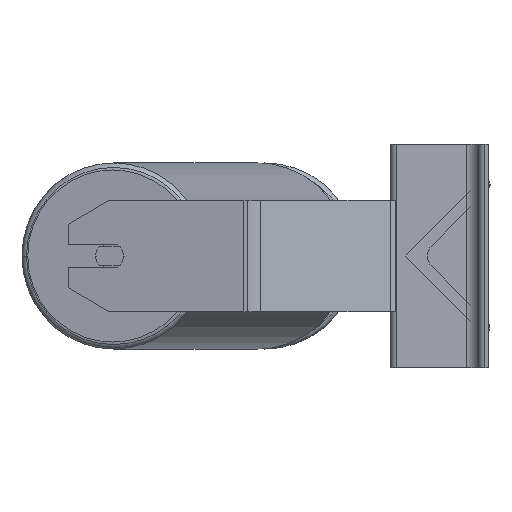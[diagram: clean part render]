
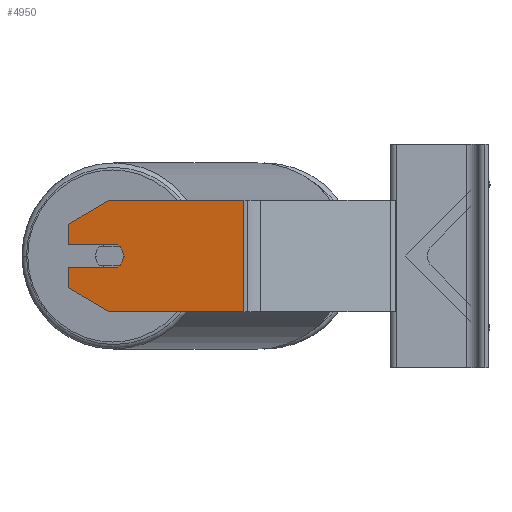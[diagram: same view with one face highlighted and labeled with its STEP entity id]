
A CAD part, left-side view. The second image highlights one B-rep face of the part: STEP entity #4950.
In plain terms, the highlighted planar face has unit normal (-0.985, 0.174, 0).
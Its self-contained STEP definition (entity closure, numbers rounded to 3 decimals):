
#4 = LINE ( 'NONE', #9693, #604 ) ;
#353 = CARTESIAN_POINT ( 'NONE',  ( -934.444, 241.324, 8. ) ) ;
#535 = CARTESIAN_POINT ( 'NONE',  ( -939.654, 211.78, -40. ) ) ;
#558 = VECTOR ( 'NONE', #8031, 1000. ) ;
#604 = VECTOR ( 'NONE', #9639, 1000. ) ;
#688 = VERTEX_POINT ( 'NONE', #353 ) ;
#783 = EDGE_CURVE ( 'NONE', #8541, #688, #5950, .T. ) ;
#1001 = EDGE_CURVE ( 'NONE', #7424, #1114, #1091, .T. ) ;
#1091 = LINE ( 'NONE', #8410, #7115 ) ;
#1114 = VERTEX_POINT ( 'NONE', #4627 ) ;
#1182 = CARTESIAN_POINT ( 'NONE',  ( -956.587, 115.747, -40. ) ) ;
#1406 = ORIENTED_EDGE ( 'NONE', *, *, #9830, .F. ) ;
#1504 = EDGE_CURVE ( 'NONE', #7424, #7622, #4, .T. ) ;
#1622 = VECTOR ( 'NONE', #5224, 1000. ) ;
#1768 = DIRECTION ( 'NONE',  ( 0.15, 0.853, -0.5 ) ) ;
#2063 = DIRECTION ( 'NONE',  ( -0.985, 0.174, 0. ) ) ;
#2190 = CARTESIAN_POINT ( 'NONE',  ( -934.444, 241.324, 40. ) ) ;
#2321 = AXIS2_PLACEMENT_3D ( 'NONE', #4936, #2475, #3273 ) ;
#2335 = LINE ( 'NONE', #10586, #6956 ) ;
#2475 = DIRECTION ( 'NONE',  ( -0.985, 0.174, 0. ) ) ;
#2708 = ORIENTED_EDGE ( 'NONE', *, *, #5838, .T. ) ;
#2900 = VERTEX_POINT ( 'NONE', #1182 ) ;
#2913 = CARTESIAN_POINT ( 'NONE',  ( -934.444, 241.324, -8. ) ) ;
#2915 = VECTOR ( 'NONE', #2988, 1000. ) ;
#2988 = DIRECTION ( 'NONE',  ( 0., 0., -1. ) ) ;
#3179 = DIRECTION ( 'NONE',  ( -0.174, -0.985, 0. ) ) ;
#3273 = DIRECTION ( 'NONE',  ( -0.174, -0.985, 0. ) ) ;
#3723 = CARTESIAN_POINT ( 'NONE',  ( -941.39, 201.932, 0. ) ) ;
#3840 = ORIENTED_EDGE ( 'NONE', *, *, #1001, .T. ) ;
#3848 = ORIENTED_EDGE ( 'NONE', *, *, #1504, .F. ) ;
#3985 = DIRECTION ( 'NONE',  ( -0.174, -0.985, 0. ) ) ;
#3994 = LINE ( 'NONE', #9762, #558 ) ;
#4406 = VERTEX_POINT ( 'NONE', #3723 ) ;
#4627 = CARTESIAN_POINT ( 'NONE',  ( -934.444, 241.324, 22.679 ) ) ;
#4927 = EDGE_CURVE ( 'NONE', #1114, #688, #6284, .T. ) ;
#4936 = CARTESIAN_POINT ( 'NONE',  ( -939.654, 211.78, 0. ) ) ;
#4950 = ADVANCED_FACE ( 'NONE', ( #8534 ), #10215, .F. ) ;
#5172 = CARTESIAN_POINT ( 'NONE',  ( -956.587, 115.747, 40. ) ) ;
#5224 = DIRECTION ( 'NONE',  ( 0., 0., -1. ) ) ;
#5248 = ORIENTED_EDGE ( 'NONE', *, *, #5700, .F. ) ;
#5329 = EDGE_CURVE ( 'NONE', #7622, #2900, #10301, .T. ) ;
#5345 = DIRECTION ( 'NONE',  ( 0.174, 0.985, 0. ) ) ;
#5430 = EDGE_CURVE ( 'NONE', #6877, #6353, #3994, .T. ) ;
#5700 = EDGE_CURVE ( 'NONE', #4406, #8541, #7963, .T. ) ;
#5836 = CARTESIAN_POINT ( 'NONE',  ( -940.696, 205.871, -8. ) ) ;
#5838 = EDGE_CURVE ( 'NONE', #6353, #7206, #8896, .T. ) ;
#5950 = LINE ( 'NONE', #8799, #8619 ) ;
#6046 = CARTESIAN_POINT ( 'NONE',  ( -956.587, 115.747, 40. ) ) ;
#6141 = CARTESIAN_POINT ( 'NONE',  ( -939.654, 211.78, 0. ) ) ;
#6259 = VECTOR ( 'NONE', #6425, 1000. ) ;
#6284 = LINE ( 'NONE', #10378, #2915 ) ;
#6353 = VERTEX_POINT ( 'NONE', #7822 ) ;
#6371 = ORIENTED_EDGE ( 'NONE', *, *, #5430, .T. ) ;
#6425 = DIRECTION ( 'NONE',  ( -0.15, -0.853, -0.5 ) ) ;
#6458 = CIRCLE ( 'NONE', #2321, 10. ) ;
#6625 = EDGE_CURVE ( 'NONE', #7206, #2900, #2335, .T. ) ;
#6877 = VERTEX_POINT ( 'NONE', #2913 ) ;
#6948 = CARTESIAN_POINT ( 'NONE',  ( -939.654, 211.78, -40. ) ) ;
#6956 = VECTOR ( 'NONE', #3179, 1000. ) ;
#7043 = VECTOR ( 'NONE', #3985, 1000. ) ;
#7115 = VECTOR ( 'NONE', #1768, 1000. ) ;
#7150 = EDGE_CURVE ( 'NONE', #7461, #4406, #6458, .T. ) ;
#7206 = VERTEX_POINT ( 'NONE', #6948 ) ;
#7424 = VERTEX_POINT ( 'NONE', #9890 ) ;
#7461 = VERTEX_POINT ( 'NONE', #5836 ) ;
#7622 = VERTEX_POINT ( 'NONE', #5172 ) ;
#7789 = ORIENTED_EDGE ( 'NONE', *, *, #783, .F. ) ;
#7810 = DIRECTION ( 'NONE',  ( -0.174, -0.985, 0. ) ) ;
#7822 = CARTESIAN_POINT ( 'NONE',  ( -934.444, 241.324, -22.679 ) ) ;
#7963 = CIRCLE ( 'NONE', #9340, 10. ) ;
#8031 = DIRECTION ( 'NONE',  ( 0., 0., -1. ) ) ;
#8410 = CARTESIAN_POINT ( 'NONE',  ( -934.444, 241.324, 22.679 ) ) ;
#8526 = CARTESIAN_POINT ( 'NONE',  ( -940.696, 205.871, 8. ) ) ;
#8534 = FACE_OUTER_BOUND ( 'NONE', #9043, .T. ) ;
#8541 = VERTEX_POINT ( 'NONE', #8526 ) ;
#8619 = VECTOR ( 'NONE', #10372, 1000. ) ;
#8799 = CARTESIAN_POINT ( 'NONE',  ( -934.444, 241.324, 8. ) ) ;
#8896 = LINE ( 'NONE', #535, #6259 ) ;
#9007 = ORIENTED_EDGE ( 'NONE', *, *, #4927, .T. ) ;
#9043 = EDGE_LOOP ( 'NONE', ( #6371, #2708, #9663, #10612, #3848, #3840, #9007, #7789, #5248, #9332, #1406 ) ) ;
#9332 = ORIENTED_EDGE ( 'NONE', *, *, #7150, .F. ) ;
#9340 = AXIS2_PLACEMENT_3D ( 'NONE', #6141, #2063, #7810 ) ;
#9639 = DIRECTION ( 'NONE',  ( -0.174, -0.985, 0. ) ) ;
#9663 = ORIENTED_EDGE ( 'NONE', *, *, #6625, .T. ) ;
#9693 = CARTESIAN_POINT ( 'NONE',  ( -934.444, 241.324, 40. ) ) ;
#9697 = LINE ( 'NONE', #10570, #7043 ) ;
#9762 = CARTESIAN_POINT ( 'NONE',  ( -934.444, 241.324, 40. ) ) ;
#9830 = EDGE_CURVE ( 'NONE', #6877, #7461, #9697, .T. ) ;
#9890 = CARTESIAN_POINT ( 'NONE',  ( -939.654, 211.78, 40. ) ) ;
#10150 = AXIS2_PLACEMENT_3D ( 'NONE', #2190, #10318, #5345 ) ;
#10215 = PLANE ( 'NONE',  #10150 ) ;
#10301 = LINE ( 'NONE', #6046, #1622 ) ;
#10318 = DIRECTION ( 'NONE',  ( 0.985, -0.174, 0. ) ) ;
#10372 = DIRECTION ( 'NONE',  ( 0.174, 0.985, 0. ) ) ;
#10378 = CARTESIAN_POINT ( 'NONE',  ( -934.444, 241.324, 40. ) ) ;
#10570 = CARTESIAN_POINT ( 'NONE',  ( -934.444, 241.324, -8. ) ) ;
#10586 = CARTESIAN_POINT ( 'NONE',  ( -934.444, 241.324, -40. ) ) ;
#10612 = ORIENTED_EDGE ( 'NONE', *, *, #5329, .F. ) ;
